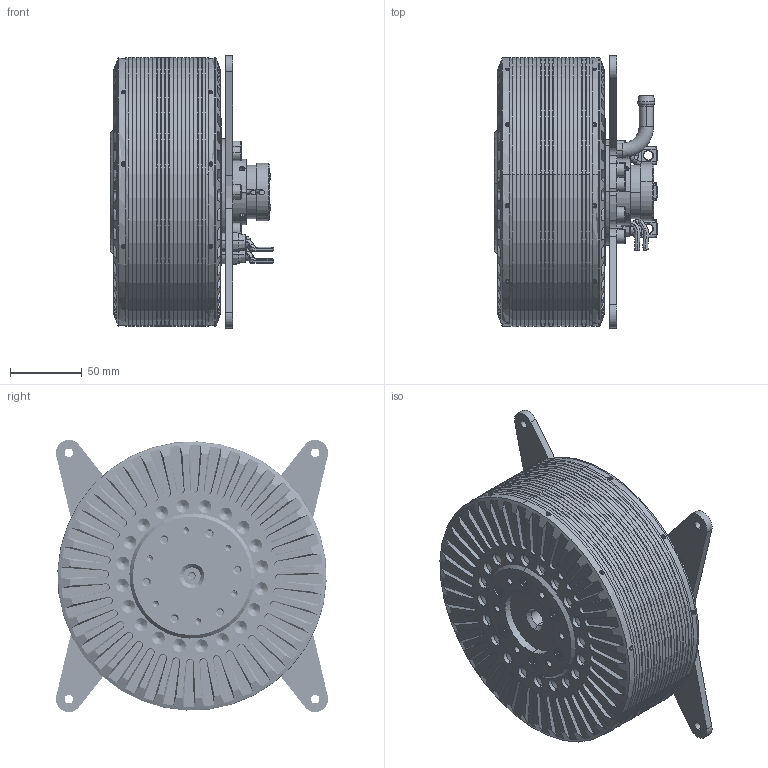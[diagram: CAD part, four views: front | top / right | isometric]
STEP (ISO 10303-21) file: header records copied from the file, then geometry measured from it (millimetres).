
FILE_DESCRIPTION (( 'STEP AP203' ), '1' );
FILE_NAME ('188_lc_ov_resolver.STEP', '2021-08-31T07:28:07', ( '' ), ( '' ), 'SwSTEP 2.0', 'SolidWorks 2016', '' );
FILE_SCHEMA (( 'CONFIG_CONTROL_DESIGN' ));
Products named in the file (1): 188_lc_ov_resolver
Bounding box: 114 x 189.97 x 189.99 mm (x, y, z)
Volume: 638136.3 mm3; surface area: 408057.7 mm2
Topology: 83 solids, 88 shells, 2842 faces, 7340 edges, 4594 vertices
Faces by surface type: cylinder 892, plane 798, cone 655, bspline 294, torus 132, sphere 71
Entity records: 117556 total; most frequent: CARTESIAN_POINT 51451, ORIENTED_EDGE 14048, DIRECTION 13473, EDGE_CURVE 7024, AXIS2_PLACEMENT_3D 5437, VERTEX_POINT 4522, EDGE_LOOP 3210, CIRCLE 2890
